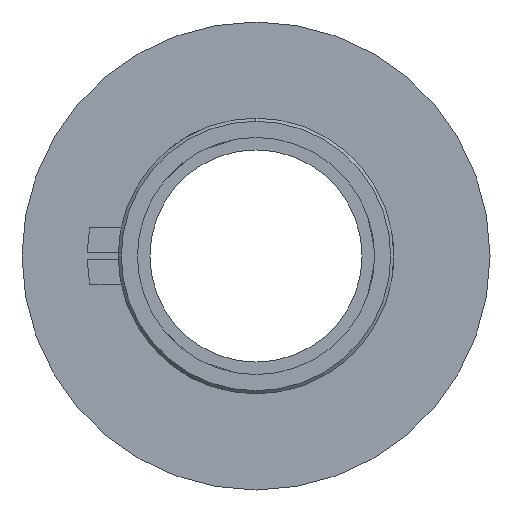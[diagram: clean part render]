
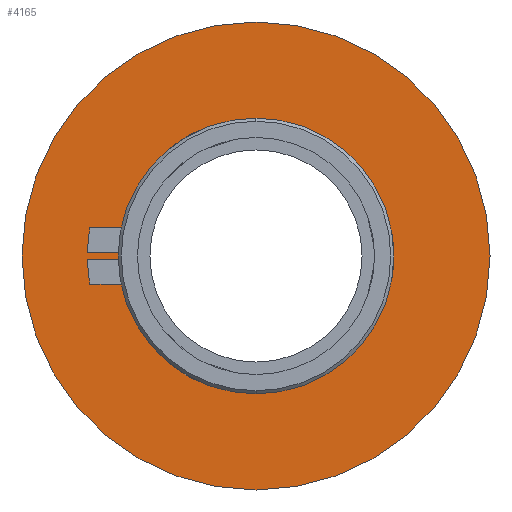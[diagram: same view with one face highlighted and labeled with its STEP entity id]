
A CAD part, left-side view. The second image highlights one B-rep face of the part: STEP entity #4165.
In plain terms, the highlighted planar face has unit normal (-1, 0, 0).
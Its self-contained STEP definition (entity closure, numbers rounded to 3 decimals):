
#691 = ORIENTED_EDGE ( 'NONE', *, *, #5011, .F. ) ;
#924 = DIRECTION ( 'NONE',  ( 0., 0., -1. ) ) ;
#933 = AXIS2_PLACEMENT_3D ( 'NONE', #2098, #2491, #2037 ) ;
#1148 = CIRCLE ( 'NONE', #933, 21. ) ;
#1344 = AXIS2_PLACEMENT_3D ( 'NONE', #6093, #3705, #3677 ) ;
#1349 = DIRECTION ( 'NONE',  ( 0., 0., -1. ) ) ;
#1550 = EDGE_CURVE ( 'NONE', #2384, #4768, #3950, .T. ) ;
#1599 = AXIS2_PLACEMENT_3D ( 'NONE', #3798, #5763, #1349 ) ;
#1829 = FACE_BOUND ( 'NONE', #6350, .T. ) ;
#1859 = CIRCLE ( 'NONE', #1344, 21. ) ;
#1865 = AXIS2_PLACEMENT_3D ( 'NONE', #6069, #4520, #2568 ) ;
#1986 = AXIS2_PLACEMENT_3D ( 'NONE', #5385, #3039, #924 ) ;
#2037 = DIRECTION ( 'NONE',  ( 0., 0., -1. ) ) ;
#2098 = CARTESIAN_POINT ( 'NONE',  ( 49.33, 0., 0. ) ) ;
#2317 = ORIENTED_EDGE ( 'NONE', *, *, #5791, .F. ) ;
#2384 = VERTEX_POINT ( 'NONE', #3031 ) ;
#2491 = DIRECTION ( 'NONE',  ( -1., 0., 0. ) ) ;
#2568 = DIRECTION ( 'NONE',  ( 0., 0., -1. ) ) ;
#2809 = ORIENTED_EDGE ( 'NONE', *, *, #1550, .F. ) ;
#2953 = CARTESIAN_POINT ( 'NONE',  ( 49.33, 0., 21. ) ) ;
#3031 = CARTESIAN_POINT ( 'NONE',  ( 49.33, 0., 37.5 ) ) ;
#3039 = DIRECTION ( 'NONE',  ( 1., 0., 0. ) ) ;
#3109 = VERTEX_POINT ( 'NONE', #2953 ) ;
#3677 = DIRECTION ( 'NONE',  ( 0., 0., -1. ) ) ;
#3705 = DIRECTION ( 'NONE',  ( -1., 0., 0. ) ) ;
#3770 = FACE_OUTER_BOUND ( 'NONE', #3858, .T. ) ;
#3798 = CARTESIAN_POINT ( 'NONE',  ( 49.33, 0., 0. ) ) ;
#3858 = EDGE_LOOP ( 'NONE', ( #691, #2809 ) ) ;
#3950 = CIRCLE ( 'NONE', #1986, 37.5 ) ;
#4165 = ADVANCED_FACE ( 'NONE', ( #1829, #3770 ), #4786, .F. ) ;
#4203 = ORIENTED_EDGE ( 'NONE', *, *, #5456, .F. ) ;
#4287 = VERTEX_POINT ( 'NONE', #4470 ) ;
#4470 = CARTESIAN_POINT ( 'NONE',  ( 49.33, 0., -21. ) ) ;
#4520 = DIRECTION ( 'NONE',  ( 1., 0., 0. ) ) ;
#4667 = CIRCLE ( 'NONE', #1865, 37.5 ) ;
#4768 = VERTEX_POINT ( 'NONE', #5006 ) ;
#4786 = PLANE ( 'NONE',  #1599 ) ;
#5006 = CARTESIAN_POINT ( 'NONE',  ( 49.33, 0., -37.5 ) ) ;
#5011 = EDGE_CURVE ( 'NONE', #4768, #2384, #4667, .T. ) ;
#5385 = CARTESIAN_POINT ( 'NONE',  ( 49.33, 0., 0. ) ) ;
#5456 = EDGE_CURVE ( 'NONE', #3109, #4287, #1148, .T. ) ;
#5763 = DIRECTION ( 'NONE',  ( 1., 0., 0. ) ) ;
#5791 = EDGE_CURVE ( 'NONE', #4287, #3109, #1859, .T. ) ;
#6069 = CARTESIAN_POINT ( 'NONE',  ( 49.33, 0., 0. ) ) ;
#6093 = CARTESIAN_POINT ( 'NONE',  ( 49.33, 0., 0. ) ) ;
#6350 = EDGE_LOOP ( 'NONE', ( #2317, #4203 ) ) ;
